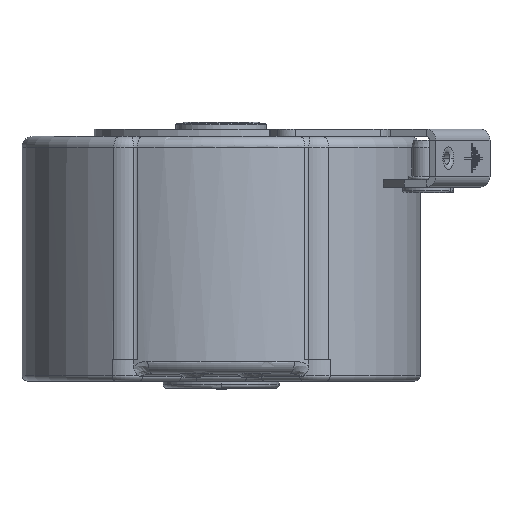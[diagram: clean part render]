
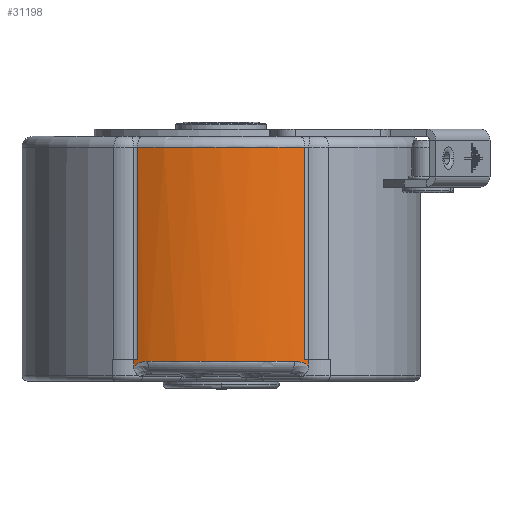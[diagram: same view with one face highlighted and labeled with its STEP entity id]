
A CAD part, front view. The second image highlights one B-rep face of the part: STEP entity #31198.
In plain terms, the highlighted cylindrical face has radius 53 mm (diameter 106 mm), a partial arc.
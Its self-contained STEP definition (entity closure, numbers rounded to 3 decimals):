
#504=CARTESIAN_POINT('',(0.,0.,8.3));
#505=DIRECTION('',(0.,0.,-1.));
#506=DIRECTION('',(0.435,-0.9,0.));
#507=AXIS2_PLACEMENT_3D('',#504,#505,#506);
#858=DIRECTION('',(0.,0.,-1.));
#859=VECTOR('',#858,58.5);
#860=CARTESIAN_POINT('',(23.08,-47.711,8.3));
#861=LINE('',#860,#859);
#862=DIRECTION('',(0.,0.,1.));
#863=VECTOR('',#862,58.5);
#864=CARTESIAN_POINT('',(-23.08,-47.711,-50.2));
#865=LINE('',#864,#863);
#2295=CARTESIAN_POINT('',(-24.096,-47.206,
-52.109));
#2296=CARTESIAN_POINT('',(-23.784,-47.365,
-51.818));
#2297=CARTESIAN_POINT('',(-23.083,-47.716,
-51.321));
#2298=CARTESIAN_POINT('',(-21.747,-48.341,
-50.82));
#2299=CARTESIAN_POINT('',(-20.74,-48.777,
-50.7));
#2300=CARTESIAN_POINT('',(-20.2,-49.,
-50.7));
#2339=DIRECTION('',(0.,0.,-1.));
#2340=VECTOR('',#2339,1.909);
#2341=CARTESIAN_POINT('',(-24.096,-47.206,-50.2));
#2342=LINE('',#2341,#2340);
#2343=CARTESIAN_POINT('',(-24.096,-47.206,
-52.109));
#2368=CARTESIAN_POINT('',(0.,0.,-50.2));
#2369=DIRECTION('',(0.,0.,-1.));
#2370=DIRECTION('',(-0.435,-0.9,0.));
#2371=AXIS2_PLACEMENT_3D('',#2368,#2369,#2370);
#3556=CARTESIAN_POINT('',(0.,0.,-50.7));
#3557=DIRECTION('',(0.,0.,1.));
#3558=DIRECTION('',(-0.381,-0.925,0.));
#3559=AXIS2_PLACEMENT_3D('',#3556,#3557,#3558);
#4428=CARTESIAN_POINT('',(20.2,-49.,
-50.7));
#4429=CARTESIAN_POINT('',(20.743,-48.776,
-50.7));
#4430=CARTESIAN_POINT('',(21.754,-48.338,
-50.821));
#4431=CARTESIAN_POINT('',(23.091,-47.711,
-51.326));
#4432=CARTESIAN_POINT('',(23.787,-47.364,
-51.821));
#4433=CARTESIAN_POINT('',(24.096,-47.206,
-52.109));
#4494=DIRECTION('',(0.,0.,1.));
#4495=VECTOR('',#4494,1.909);
#4496=CARTESIAN_POINT('',(24.096,-47.206,
-52.109));
#4497=LINE('',#4496,#4495);
#4503=CARTESIAN_POINT('',(0.,0.,-50.2));
#4504=DIRECTION('',(0.,0.,-1.));
#4505=DIRECTION('',(0.455,-0.891,0.));
#4506=AXIS2_PLACEMENT_3D('',#4503,#4504,#4505);
#25748=CARTESIAN_POINT('',(23.08,-47.711,8.3));
#25749=VERTEX_POINT('',#25748);
#25750=CARTESIAN_POINT('',(-23.08,-47.711,8.3));
#25751=VERTEX_POINT('',#25750);
#26133=VERTEX_POINT('',#2343);
#26134=VERTEX_POINT('',#2300);
#26137=CARTESIAN_POINT('',(-24.096,-47.206,-50.2));
#26138=VERTEX_POINT('',#26137);
#26141=CARTESIAN_POINT('',(-23.08,-47.711,-50.2));
#26142=VERTEX_POINT('',#26141);
#26147=CARTESIAN_POINT('',(23.08,-47.711,-50.2));
#26148=VERTEX_POINT('',#26147);
#26149=CARTESIAN_POINT('',(24.096,-47.206,-50.2));
#26150=VERTEX_POINT('',#26149);
#26151=CARTESIAN_POINT('',(24.096,-47.206,
-52.109));
#26152=VERTEX_POINT('',#26151);
#26153=VERTEX_POINT('',#4428);
#31173=CARTESIAN_POINT('',(0.,0.,-54.2));
#31174=DIRECTION('',(0.,0.,1.));
#31175=DIRECTION('',(1.,0.,0.));
#31176=AXIS2_PLACEMENT_3D('',#31173,#31174,#31175);
#31177=CYLINDRICAL_SURFACE('',#31176,53.);
#31179=ORIENTED_EDGE('',*,*,#31178,.T.);
#31181=ORIENTED_EDGE('',*,*,#31180,.F.);
#31183=ORIENTED_EDGE('',*,*,#31182,.F.);
#31185=ORIENTED_EDGE('',*,*,#31184,.F.);
#31187=ORIENTED_EDGE('',*,*,#31186,.F.);
#31189=ORIENTED_EDGE('',*,*,#31188,.F.);
#31191=ORIENTED_EDGE('',*,*,#31190,.F.);
#31193=ORIENTED_EDGE('',*,*,#31192,.F.);
#31194=ORIENTED_EDGE('',*,*,#31163,.T.);
#31195=ORIENTED_EDGE('',*,*,#30662,.F.);
#31196=EDGE_LOOP('',(#31179,#31181,#31183,#31185,#31187,#31189,#31191,#31193,
#31194,#31195));
#31197=FACE_OUTER_BOUND('',#31196,.F.);
#508=CIRCLE('',#507,53.);
#2301=B_SPLINE_CURVE_WITH_KNOTS('',3,(#2295,#2296,#2297,#2298,#2299,#2300),
.UNSPECIFIED.,.F.,.F.,(4,1,1,4),(0.,0.333,0.667,1.),
.UNSPECIFIED.);
#2372=CIRCLE('',#2371,53.);
#3560=CIRCLE('',#3559,53.);
#4434=B_SPLINE_CURVE_WITH_KNOTS('',3,(#4428,#4429,#4430,#4431,#4432,#4433),
.UNSPECIFIED.,.F.,.F.,(4,1,1,4),(0.,0.333,0.667,1.),
.UNSPECIFIED.);
#4507=CIRCLE('',#4506,53.);
#30662=EDGE_CURVE('',#25749,#25751,#508,.T.);
#31163=EDGE_CURVE('',#26142,#25751,#865,.T.);
#31178=EDGE_CURVE('',#25749,#26148,#861,.T.);
#31180=EDGE_CURVE('',#26150,#26148,#4507,.T.);
#31182=EDGE_CURVE('',#26152,#26150,#4497,.T.);
#31184=EDGE_CURVE('',#26153,#26152,#4434,.T.);
#31186=EDGE_CURVE('',#26134,#26153,#3560,.T.);
#31188=EDGE_CURVE('',#26133,#26134,#2301,.T.);
#31190=EDGE_CURVE('',#26138,#26133,#2342,.T.);
#31192=EDGE_CURVE('',#26142,#26138,#2372,.T.);
#31198=ADVANCED_FACE('',(#31197),#31177,.T.);
